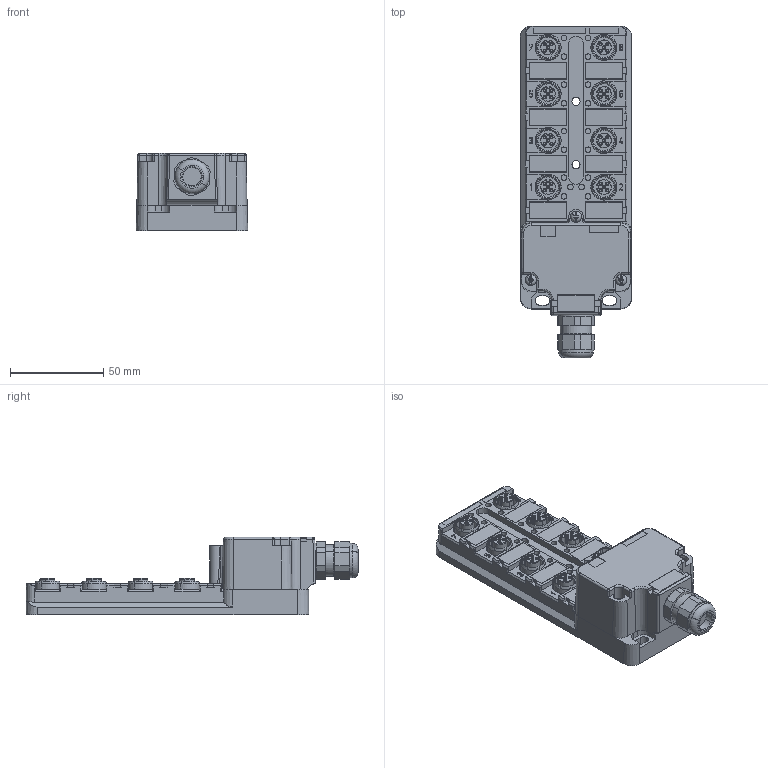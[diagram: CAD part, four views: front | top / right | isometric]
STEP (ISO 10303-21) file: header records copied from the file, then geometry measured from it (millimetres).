
FILE_DESCRIPTION(('CATIA V5 STEP Exchange','CAx-IF Rec.Pracs.--- Model Styling and Organization---1.4--- 2014-01-23'),'2;1');
FILE_NAME ('022720-4_0', '2020-06-08T06:15:59+00:00', ('none'), ('Weidmueller'), 'CATIA Version 5-6 Release 2016 SP3 HF44', 'CATIA V5 STEP AP214', 'none');
FILE_SCHEMA(('AUTOMOTIVE_DESIGN { 1 0 10303 214 1 1 1 1 }'));
Length unit declared in the file: millimetre
Products named in the file (1): 1816610000
Bounding box: 60 x 178.33 x 41.5 mm (x, y, z)
Volume: 198168.7 mm3; surface area: 52728.5 mm2
Topology: 9 solids, 14 shells, 1435 faces, 3524 edges, 2254 vertices
Faces by surface type: plane 637, cylinder 482, cone 252, torus 52, sphere 12
Entity records: 42517 total; most frequent: CARTESIAN_POINT 8891, ORIENTED_EDGE 7024, DIRECTION 5654, EDGE_CURVE 3512, AXIS2_PLACEMENT_3D 2456, VERTEX_POINT 2254, VECTOR 1987, LINE 1987
